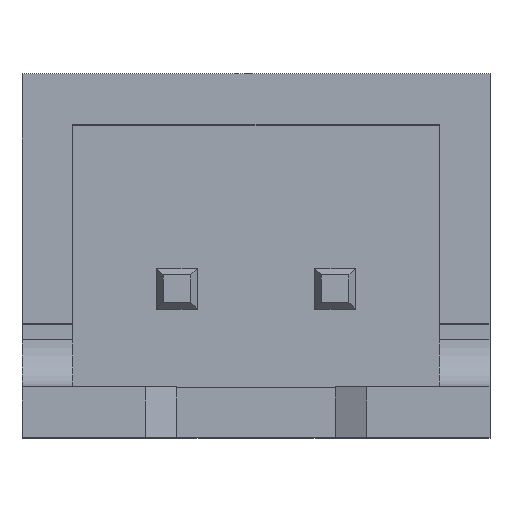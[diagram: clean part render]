
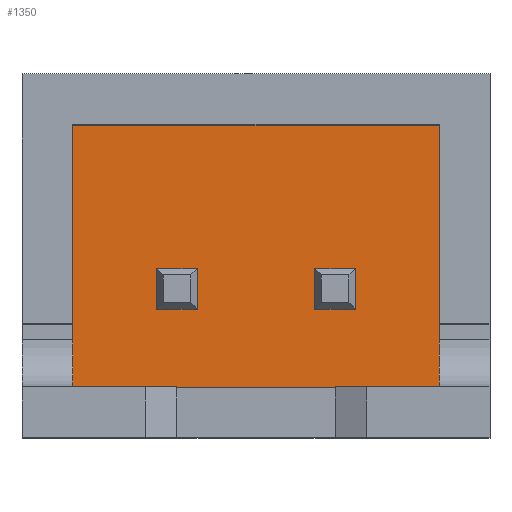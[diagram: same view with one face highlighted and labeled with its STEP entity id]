
A CAD part, top view. The second image highlights one B-rep face of the part: STEP entity #1350.
In plain terms, the highlighted face is planar.
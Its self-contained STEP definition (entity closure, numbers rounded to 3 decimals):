
#20=FACE_BOUND('',#155,.T.);
#21=FACE_BOUND('',#156,.T.);
#82=FACE_OUTER_BOUND('',#154,.T.);
#154=EDGE_LOOP('',(#1146,#1147,#1148,#1149));
#155=EDGE_LOOP('',(#1150,#1151,#1152,#1153));
#156=EDGE_LOOP('',(#1154,#1155,#1156,#1157));
#181=LINE('',#1822,#365);
#188=LINE('',#1836,#372);
#191=LINE('',#1842,#375);
#194=LINE('',#1847,#378);
#220=LINE('',#1902,#404);
#227=LINE('',#1916,#411);
#230=LINE('',#1922,#414);
#233=LINE('',#1927,#417);
#324=LINE('',#2111,#508);
#327=LINE('',#2117,#511);
#332=LINE('',#2128,#516);
#345=LINE('',#2153,#529);
#365=VECTOR('',#1477,1000.);
#372=VECTOR('',#1488,1000.);
#375=VECTOR('',#1493,1000.);
#378=VECTOR('',#1498,1000.);
#404=VECTOR('',#1550,1000.);
#411=VECTOR('',#1561,1000.);
#414=VECTOR('',#1566,1000.);
#417=VECTOR('',#1571,1000.);
#508=VECTOR('',#1720,1000.);
#511=VECTOR('',#1725,1000.);
#516=VECTOR('',#1734,1000.);
#529=VECTOR('',#1751,1000.);
#548=VERTEX_POINT('',#1820);
#549=VERTEX_POINT('',#1821);
#554=VERTEX_POINT('',#1835);
#556=VERTEX_POINT('',#1841);
#572=VERTEX_POINT('',#1900);
#573=VERTEX_POINT('',#1901);
#578=VERTEX_POINT('',#1915);
#580=VERTEX_POINT('',#1921);
#644=VERTEX_POINT('',#2108);
#645=VERTEX_POINT('',#2110);
#647=VERTEX_POINT('',#2116);
#651=VERTEX_POINT('',#2127);
#669=EDGE_CURVE('',#548,#549,#181,.T.);
#676=EDGE_CURVE('',#549,#554,#188,.T.);
#679=EDGE_CURVE('',#556,#548,#191,.T.);
#682=EDGE_CURVE('',#554,#556,#194,.T.);
#708=EDGE_CURVE('',#572,#573,#220,.T.);
#715=EDGE_CURVE('',#573,#578,#227,.T.);
#718=EDGE_CURVE('',#580,#572,#230,.T.);
#721=EDGE_CURVE('',#578,#580,#233,.T.);
#814=EDGE_CURVE('',#644,#645,#324,.T.);
#817=EDGE_CURVE('',#645,#647,#327,.T.);
#823=EDGE_CURVE('',#647,#651,#332,.T.);
#837=EDGE_CURVE('',#651,#644,#345,.T.);
#1146=ORIENTED_EDGE('',*,*,#814,.F.);
#1147=ORIENTED_EDGE('',*,*,#837,.F.);
#1148=ORIENTED_EDGE('',*,*,#823,.F.);
#1149=ORIENTED_EDGE('',*,*,#817,.F.);
#1150=ORIENTED_EDGE('',*,*,#669,.F.);
#1151=ORIENTED_EDGE('',*,*,#679,.F.);
#1152=ORIENTED_EDGE('',*,*,#682,.F.);
#1153=ORIENTED_EDGE('',*,*,#676,.F.);
#1154=ORIENTED_EDGE('',*,*,#708,.F.);
#1155=ORIENTED_EDGE('',*,*,#718,.F.);
#1156=ORIENTED_EDGE('',*,*,#721,.F.);
#1157=ORIENTED_EDGE('',*,*,#715,.F.);
#1280=PLANE('',#1441);
#1350=ADVANCED_FACE('',(#82,#20,#21),#1280,.F.);
#1441=AXIS2_PLACEMENT_3D('',#2154,#1752,#1753);
#1477=DIRECTION('',(-1.,0.,0.));
#1488=DIRECTION('',(0.,0.,1.));
#1493=DIRECTION('',(0.,0.,-1.));
#1498=DIRECTION('',(1.,0.,0.));
#1550=DIRECTION('',(-1.,0.,0.));
#1561=DIRECTION('',(0.,0.,1.));
#1566=DIRECTION('',(0.,0.,-1.));
#1571=DIRECTION('',(1.,0.,0.));
#1720=DIRECTION('',(1.,0.,0.));
#1725=DIRECTION('',(0.,0.,1.));
#1734=DIRECTION('',(-1.,0.,0.));
#1751=DIRECTION('',(0.,0.,-1.));
#1752=DIRECTION('center_axis',(0.,-1.,0.));
#1753=DIRECTION('ref_axis',(0.,0.,-1.));
#1820=CARTESIAN_POINT('',(1.57,1.2,-0.32));
#1821=CARTESIAN_POINT('',(0.93,1.2,-0.32));
#1822=CARTESIAN_POINT('',(0.93,1.2,-0.32));
#1835=CARTESIAN_POINT('',(0.93,1.2,0.32));
#1836=CARTESIAN_POINT('',(0.93,1.2,-0.32));
#1841=CARTESIAN_POINT('',(1.57,1.2,0.32));
#1842=CARTESIAN_POINT('',(1.57,1.2,-0.32));
#1847=CARTESIAN_POINT('',(0.93,1.2,0.32));
#1900=CARTESIAN_POINT('',(-0.93,1.2,-0.32));
#1901=CARTESIAN_POINT('',(-1.57,1.2,-0.32));
#1902=CARTESIAN_POINT('',(-1.57,1.2,-0.32));
#1915=CARTESIAN_POINT('',(-1.57,1.2,0.32));
#1916=CARTESIAN_POINT('',(-1.57,1.2,-0.32));
#1921=CARTESIAN_POINT('',(-0.93,1.2,0.32));
#1922=CARTESIAN_POINT('',(-0.93,1.2,-0.32));
#1927=CARTESIAN_POINT('',(-1.57,1.2,0.32));
#2108=CARTESIAN_POINT('',(-2.9,1.2,-2.6));
#2110=CARTESIAN_POINT('',(2.9,1.2,-2.6));
#2111=CARTESIAN_POINT('',(-2.9,1.2,-2.6));
#2116=CARTESIAN_POINT('',(2.9,1.2,1.55));
#2117=CARTESIAN_POINT('',(2.9,1.2,-2.6));
#2127=CARTESIAN_POINT('',(-2.9,1.2,1.55));
#2128=CARTESIAN_POINT('',(-2.9,1.2,1.55));
#2153=CARTESIAN_POINT('',(-2.9,1.2,-2.6));
#2154=CARTESIAN_POINT('Origin',(2.9,1.2,-2.6));
